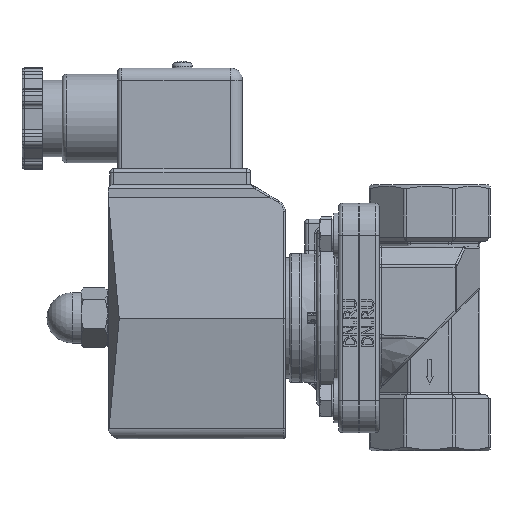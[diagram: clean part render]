
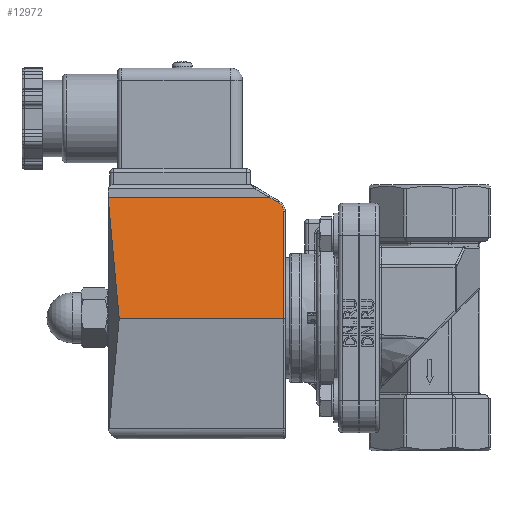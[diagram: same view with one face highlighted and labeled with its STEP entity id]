
A CAD part, left-side view. The second image highlights one B-rep face of the part: STEP entity #12972.
In plain terms, the highlighted planar face has unit normal (-0.988, 0, 0.156).
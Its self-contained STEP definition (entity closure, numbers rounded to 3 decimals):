
#524=PLANE('',#14180);
#721=LINE('',#19394,#1645);
#723=LINE('',#19423,#1647);
#726=LINE('',#19432,#1650);
#876=LINE('',#20367,#1800);
#917=LINE('',#20506,#1841);
#1645=VECTOR('',#15257,10.);
#1647=VECTOR('',#15267,10.);
#1650=VECTOR('',#15276,10.);
#1800=VECTOR('',#16050,10.);
#1841=VECTOR('',#16217,10.);
#3157=FACE_OUTER_BOUND('',#3949,.T.);
#3949=EDGE_LOOP('',(#10161,#10162,#10163,#10164,#10165,#10166,#10167));
#4536=ELLIPSE('',#13674,2.531,2.5);
#4540=ELLIPSE('',#13695,6.259,0.5);
#5277=VERTEX_POINT('',#19387);
#5279=VERTEX_POINT('',#19392);
#5281=VERTEX_POINT('',#19417);
#5282=VERTEX_POINT('',#19422);
#5284=VERTEX_POINT('',#19428);
#5296=VERTEX_POINT('',#19465);
#5501=VERTEX_POINT('',#20365);
#6491=EDGE_CURVE('',#5279,#5277,#721,.T.);
#6494=EDGE_CURVE('',#5281,#5279,#4536,.T.);
#6496=EDGE_CURVE('',#5282,#5281,#723,.T.);
#6501=EDGE_CURVE('',#5277,#5284,#726,.T.);
#6519=EDGE_CURVE('',#5296,#5282,#4540,.T.);
#6851=EDGE_CURVE('',#5296,#5501,#876,.T.);
#6921=EDGE_CURVE('',#5501,#5284,#917,.T.);
#10161=ORIENTED_EDGE('',*,*,#6496,.F.);
#10162=ORIENTED_EDGE('',*,*,#6519,.F.);
#10163=ORIENTED_EDGE('',*,*,#6851,.T.);
#10164=ORIENTED_EDGE('',*,*,#6921,.T.);
#10165=ORIENTED_EDGE('',*,*,#6501,.F.);
#10166=ORIENTED_EDGE('',*,*,#6491,.F.);
#10167=ORIENTED_EDGE('',*,*,#6494,.F.);
#12972=ADVANCED_FACE('',(#3157),#524,.T.);
#13674=AXIS2_PLACEMENT_3D('',#19419,#15261,#15262);
#13695=AXIS2_PLACEMENT_3D('',#19467,#15315,#15316);
#14180=AXIS2_PLACEMENT_3D('',#22100,#16779,#16780);
#15257=DIRECTION('',(-0.156,0.,-0.988));
#15261=DIRECTION('center_axis',(0.988,0.,-0.156));
#15262=DIRECTION('ref_axis',(0.156,0.,0.988));
#15267=DIRECTION('',(-0.081,-0.857,-0.509));
#15276=DIRECTION('',(0.,1.,0.));
#15315=DIRECTION('center_axis',(-0.988,0.,0.156));
#15316=DIRECTION('ref_axis',(-0.079,-0.862,-0.5));
#16050=DIRECTION('',(0.,1.,0.));
#16217=DIRECTION('',(-0.156,-0.09,-0.984));
#16779=DIRECTION('center_axis',(-0.988,0.,0.156));
#16780=DIRECTION('ref_axis',(0.156,0.,0.988));
#19387=CARTESIAN_POINT('',(-22.266,36.3,-0.11));
#19392=CARTESIAN_POINT('',(-18.059,36.3,26.465));
#19394=CARTESIAN_POINT('',(-21.991,36.3,1.623));
#19417=CARTESIAN_POINT('',(-17.719,37.522,28.614));
#19419=CARTESIAN_POINT('Origin',(-18.059,38.8,26.465));
#19422=CARTESIAN_POINT('',(-17.495,39.902,30.029));
#19423=CARTESIAN_POINT('',(-18.798,26.058,21.798));
#19428=CARTESIAN_POINT('',(-22.266,77.049,-0.11));
#19432=CARTESIAN_POINT('',(-22.266,35.8,-0.11));
#19465=CARTESIAN_POINT('',(-17.5,39.985,30.));
#19467=CARTESIAN_POINT('Origin',(-17.,45.3,33.159));
#20365=CARTESIAN_POINT('',(-17.5,79.8,30.));
#20367=CARTESIAN_POINT('',(-17.5,35.8,30.));
#20506=CARTESIAN_POINT('',(-17.727,79.669,28.565));
#22100=CARTESIAN_POINT('Origin',(-22.278,35.8,-0.189));
